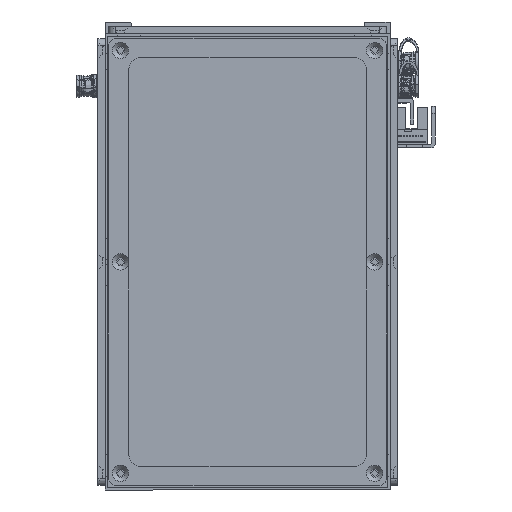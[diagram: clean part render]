
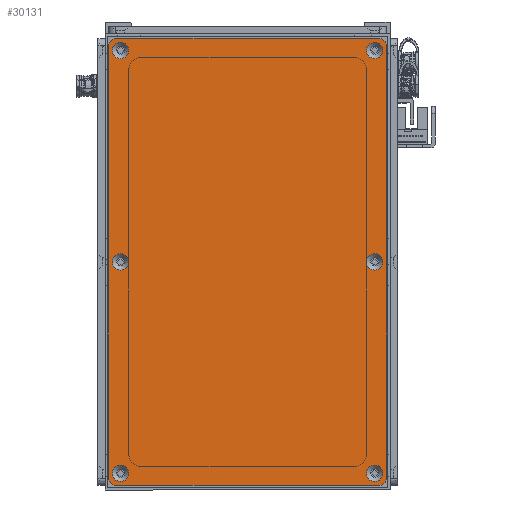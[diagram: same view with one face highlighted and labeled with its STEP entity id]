
A CAD part, front view. The second image highlights one B-rep face of the part: STEP entity #30131.
In plain terms, the highlighted planar face has unit normal (0, -1, 0).
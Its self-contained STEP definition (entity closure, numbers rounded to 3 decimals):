
#1311=FACE_BOUND('',#6265,.T.);
#1312=FACE_BOUND('',#6266,.T.);
#1313=FACE_BOUND('',#6267,.T.);
#1314=FACE_BOUND('',#6268,.T.);
#1315=FACE_BOUND('',#6269,.T.);
#1316=FACE_BOUND('',#6270,.T.);
#1956=PLANE('',#33247);
#4372=FACE_OUTER_BOUND('',#6264,.T.);
#6264=EDGE_LOOP('',(#27473,#27474,#27475,#27476,#27477,#27478,#27479,#27480));
#6265=EDGE_LOOP('',(#27481));
#6266=EDGE_LOOP('',(#27482));
#6267=EDGE_LOOP('',(#27483));
#6268=EDGE_LOOP('',(#27484));
#6269=EDGE_LOOP('',(#27485));
#6270=EDGE_LOOP('',(#27486));
#8739=LINE('',#53106,#11208);
#8740=LINE('',#53110,#11209);
#8741=LINE('',#53114,#11210);
#8742=LINE('',#53117,#11211);
#11208=VECTOR('',#40995,10.);
#11209=VECTOR('',#40998,10.);
#11210=VECTOR('',#41001,10.);
#11211=VECTOR('',#41004,10.);
#12662=CIRCLE('',#33215,3.45);
#12665=CIRCLE('',#33220,3.45);
#12668=CIRCLE('',#33225,3.45);
#12671=CIRCLE('',#33230,3.45);
#12674=CIRCLE('',#33235,3.45);
#12677=CIRCLE('',#33240,3.45);
#12680=CIRCLE('',#33245,3.);
#12682=CIRCLE('',#33248,3.);
#12683=CIRCLE('',#33249,3.);
#12684=CIRCLE('',#33250,3.);
#15424=VERTEX_POINT('',#53036);
#15427=VERTEX_POINT('',#53046);
#15430=VERTEX_POINT('',#53056);
#15433=VERTEX_POINT('',#53066);
#15436=VERTEX_POINT('',#53076);
#15439=VERTEX_POINT('',#53086);
#15442=VERTEX_POINT('',#53096);
#15443=VERTEX_POINT('',#53097);
#15446=VERTEX_POINT('',#53105);
#15447=VERTEX_POINT('',#53107);
#15448=VERTEX_POINT('',#53109);
#15449=VERTEX_POINT('',#53111);
#15450=VERTEX_POINT('',#53113);
#15451=VERTEX_POINT('',#53115);
#19491=EDGE_CURVE('',#15424,#15424,#12662,.T.);
#19496=EDGE_CURVE('',#15427,#15427,#12665,.T.);
#19501=EDGE_CURVE('',#15430,#15430,#12668,.T.);
#19506=EDGE_CURVE('',#15433,#15433,#12671,.T.);
#19511=EDGE_CURVE('',#15436,#15436,#12674,.T.);
#19516=EDGE_CURVE('',#15439,#15439,#12677,.T.);
#19521=EDGE_CURVE('',#15442,#15443,#12680,.T.);
#19525=EDGE_CURVE('',#15442,#15446,#8739,.T.);
#19526=EDGE_CURVE('',#15447,#15446,#12682,.T.);
#19527=EDGE_CURVE('',#15447,#15448,#8740,.T.);
#19528=EDGE_CURVE('',#15449,#15448,#12683,.T.);
#19529=EDGE_CURVE('',#15449,#15450,#8741,.T.);
#19530=EDGE_CURVE('',#15451,#15450,#12684,.T.);
#19531=EDGE_CURVE('',#15451,#15443,#8742,.T.);
#27473=ORIENTED_EDGE('',*,*,#19521,.F.);
#27474=ORIENTED_EDGE('',*,*,#19525,.T.);
#27475=ORIENTED_EDGE('',*,*,#19526,.F.);
#27476=ORIENTED_EDGE('',*,*,#19527,.T.);
#27477=ORIENTED_EDGE('',*,*,#19528,.F.);
#27478=ORIENTED_EDGE('',*,*,#19529,.T.);
#27479=ORIENTED_EDGE('',*,*,#19530,.F.);
#27480=ORIENTED_EDGE('',*,*,#19531,.T.);
#27481=ORIENTED_EDGE('',*,*,#19491,.T.);
#27482=ORIENTED_EDGE('',*,*,#19496,.T.);
#27483=ORIENTED_EDGE('',*,*,#19501,.T.);
#27484=ORIENTED_EDGE('',*,*,#19506,.T.);
#27485=ORIENTED_EDGE('',*,*,#19511,.T.);
#27486=ORIENTED_EDGE('',*,*,#19516,.T.);
#30131=ADVANCED_FACE('',(#4372,#1311,#1312,#1313,#1314,#1315,#1316),#1956,
 .T.);
#33215=AXIS2_PLACEMENT_3D('',#53037,#40915,#40916);
#33220=AXIS2_PLACEMENT_3D('',#53047,#40927,#40928);
#33225=AXIS2_PLACEMENT_3D('',#53057,#40939,#40940);
#33230=AXIS2_PLACEMENT_3D('',#53067,#40951,#40952);
#33235=AXIS2_PLACEMENT_3D('',#53077,#40963,#40964);
#33240=AXIS2_PLACEMENT_3D('',#53087,#40975,#40976);
#33245=AXIS2_PLACEMENT_3D('',#53098,#40987,#40988);
#33247=AXIS2_PLACEMENT_3D('',#53104,#40993,#40994);
#33248=AXIS2_PLACEMENT_3D('',#53108,#40996,#40997);
#33249=AXIS2_PLACEMENT_3D('',#53112,#40999,#41000);
#33250=AXIS2_PLACEMENT_3D('',#53116,#41002,#41003);
#40915=DIRECTION('center_axis',(0.,1.,0.));
#40916=DIRECTION('ref_axis',(1.,0.,0.));
#40927=DIRECTION('center_axis',(0.,1.,0.));
#40928=DIRECTION('ref_axis',(1.,0.,0.));
#40939=DIRECTION('center_axis',(0.,1.,0.));
#40940=DIRECTION('ref_axis',(1.,0.,0.));
#40951=DIRECTION('center_axis',(0.,1.,0.));
#40952=DIRECTION('ref_axis',(1.,0.,0.));
#40963=DIRECTION('center_axis',(0.,1.,0.));
#40964=DIRECTION('ref_axis',(1.,0.,0.));
#40975=DIRECTION('center_axis',(0.,1.,0.));
#40976=DIRECTION('ref_axis',(1.,0.,0.));
#40987=DIRECTION('center_axis',(0.,1.,0.));
#40988=DIRECTION('ref_axis',(-0.707,0.,0.707));
#40993=DIRECTION('center_axis',(0.,-1.,0.));
#40994=DIRECTION('ref_axis',(0.,0.,-1.));
#40995=DIRECTION('',(0.,0.,-1.));
#40996=DIRECTION('center_axis',(0.,1.,0.));
#40997=DIRECTION('ref_axis',(-0.707,0.,-0.707));
#40998=DIRECTION('',(1.,0.,0.));
#40999=DIRECTION('center_axis',(0.,1.,0.));
#41000=DIRECTION('ref_axis',(0.707,0.,-0.707));
#41001=DIRECTION('',(0.,0.,1.));
#41002=DIRECTION('center_axis',(0.,1.,0.));
#41003=DIRECTION('ref_axis',(0.707,0.,0.707));
#41004=DIRECTION('',(-1.,0.,0.));
#53036=CARTESIAN_POINT('',(85.55,-1.5,53.5));
#53037=CARTESIAN_POINT('Origin',(89.,-1.5,53.5));
#53046=CARTESIAN_POINT('',(-3.45,-1.5,-53.5));
#53047=CARTESIAN_POINT('Origin',(0.,-1.5,-53.5));
#53056=CARTESIAN_POINT('',(-92.45,-1.5,53.5));
#53057=CARTESIAN_POINT('Origin',(-89.,-1.5,53.5));
#53066=CARTESIAN_POINT('',(-92.45,-1.5,-53.5));
#53067=CARTESIAN_POINT('Origin',(-89.,-1.5,-53.5));
#53076=CARTESIAN_POINT('',(-3.45,-1.5,53.5));
#53077=CARTESIAN_POINT('Origin',(0.,-1.5,53.5));
#53086=CARTESIAN_POINT('',(85.55,-1.5,-53.5));
#53087=CARTESIAN_POINT('Origin',(89.,-1.5,-53.5));
#53096=CARTESIAN_POINT('',(-94.,-1.5,55.5));
#53097=CARTESIAN_POINT('',(-91.,-1.5,58.5));
#53098=CARTESIAN_POINT('Origin',(-91.,-1.5,55.5));
#53104=CARTESIAN_POINT('Origin',(0.,-1.5,0.));
#53105=CARTESIAN_POINT('',(-94.,-1.5,-55.5));
#53106=CARTESIAN_POINT('',(-94.,-1.5,58.5));
#53107=CARTESIAN_POINT('',(-91.,-1.5,-58.5));
#53108=CARTESIAN_POINT('Origin',(-91.,-1.5,-55.5));
#53109=CARTESIAN_POINT('',(91.,-1.5,-58.5));
#53110=CARTESIAN_POINT('',(-94.,-1.5,-58.5));
#53111=CARTESIAN_POINT('',(94.,-1.5,-55.5));
#53112=CARTESIAN_POINT('Origin',(91.,-1.5,-55.5));
#53113=CARTESIAN_POINT('',(94.,-1.5,55.5));
#53114=CARTESIAN_POINT('',(94.,-1.5,-58.5));
#53115=CARTESIAN_POINT('',(91.,-1.5,58.5));
#53116=CARTESIAN_POINT('Origin',(91.,-1.5,55.5));
#53117=CARTESIAN_POINT('',(94.,-1.5,58.5));
